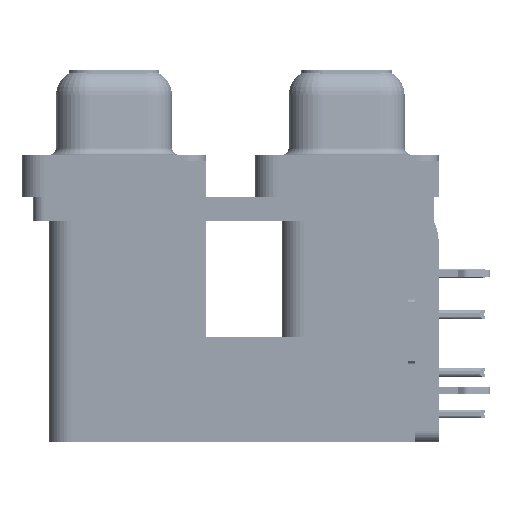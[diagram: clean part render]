
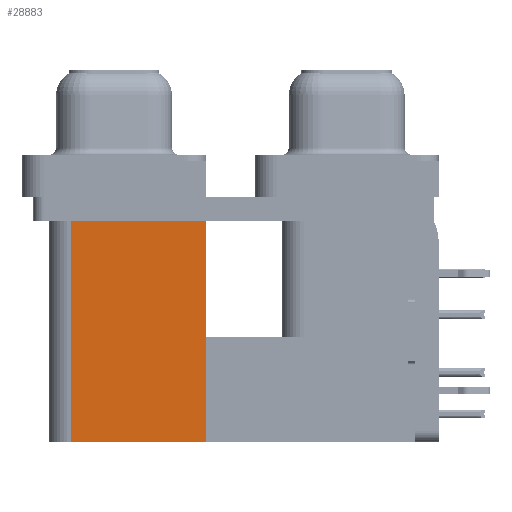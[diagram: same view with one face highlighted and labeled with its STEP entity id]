
A CAD part, left-side view. The second image highlights one B-rep face of the part: STEP entity #28883.
In plain terms, the highlighted planar face has unit normal (-1, 0, 0).
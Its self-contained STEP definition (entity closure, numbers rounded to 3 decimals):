
#2177 = VECTOR ( 'NONE', #43428, 1000. ) ;
#3342 = CARTESIAN_POINT ( 'NONE',  ( 3.79, 18.8, -19.2 ) ) ;
#8093 = CARTESIAN_POINT ( 'NONE',  ( 3.79, 9.6, -19.2 ) ) ;
#9085 = EDGE_CURVE ( 'NONE', #61004, #10389, #33067, .T. ) ;
#10389 = VERTEX_POINT ( 'NONE', #3342 ) ;
#11415 = ORIENTED_EDGE ( 'NONE', *, *, #9085, .F. ) ;
#13643 = ORIENTED_EDGE ( 'NONE', *, *, #15233, .T. ) ;
#15233 = EDGE_CURVE ( 'NONE', #45615, #31308, #48733, .T. ) ;
#16563 = CARTESIAN_POINT ( 'NONE',  ( 3.79, 18.8, -19.2 ) ) ;
#17559 = VECTOR ( 'NONE', #56113, 1000. ) ;
#20398 = CARTESIAN_POINT ( 'NONE',  ( 3.79, 9.6, -2.5 ) ) ;
#21892 = ORIENTED_EDGE ( 'NONE', *, *, #34339, .T. ) ;
#25783 = VECTOR ( 'NONE', #69396, 1000. ) ;
#28883 = ADVANCED_FACE ( 'NONE', ( #73221 ), #66457, .F. ) ;
#30131 = EDGE_LOOP ( 'NONE', ( #13643, #58097, #11415, #21892 ) ) ;
#30719 = CARTESIAN_POINT ( 'NONE',  ( 3.79, 18.8, -2.5 ) ) ;
#31308 = VERTEX_POINT ( 'NONE', #30719 ) ;
#31723 = CARTESIAN_POINT ( 'NONE',  ( 3.79, 9.6, -19.2 ) ) ;
#33067 = LINE ( 'NONE', #33442, #17559 ) ;
#33442 = CARTESIAN_POINT ( 'NONE',  ( 3.79, 9.6, -19.2 ) ) ;
#34339 = EDGE_CURVE ( 'NONE', #61004, #45615, #55313, .T. ) ;
#35040 = LINE ( 'NONE', #16563, #25783 ) ;
#42380 = CARTESIAN_POINT ( 'NONE',  ( 3.79, 9.6, -19.2 ) ) ;
#43428 = DIRECTION ( 'NONE',  ( 0., 1., 0. ) ) ;
#45488 = AXIS2_PLACEMENT_3D ( 'NONE', #31723, #66839, #61546 ) ;
#45615 = VERTEX_POINT ( 'NONE', #70453 ) ;
#48733 = LINE ( 'NONE', #20398, #2177 ) ;
#55313 = LINE ( 'NONE', #8093, #72803 ) ;
#56113 = DIRECTION ( 'NONE',  ( 0., 1., 0. ) ) ;
#58097 = ORIENTED_EDGE ( 'NONE', *, *, #58194, .F. ) ;
#58194 = EDGE_CURVE ( 'NONE', #10389, #31308, #35040, .T. ) ;
#61004 = VERTEX_POINT ( 'NONE', #42380 ) ;
#61546 = DIRECTION ( 'NONE',  ( 0., 0., -1. ) ) ;
#65886 = DIRECTION ( 'NONE',  ( 0., 0., 1. ) ) ;
#66457 = PLANE ( 'NONE',  #45488 ) ;
#66839 = DIRECTION ( 'NONE',  ( 1., 0., 0. ) ) ;
#69396 = DIRECTION ( 'NONE',  ( 0., 0., 1. ) ) ;
#70453 = CARTESIAN_POINT ( 'NONE',  ( 3.79, 9.6, -2.5 ) ) ;
#72803 = VECTOR ( 'NONE', #65886, 1000. ) ;
#73221 = FACE_OUTER_BOUND ( 'NONE', #30131, .T. ) ;
